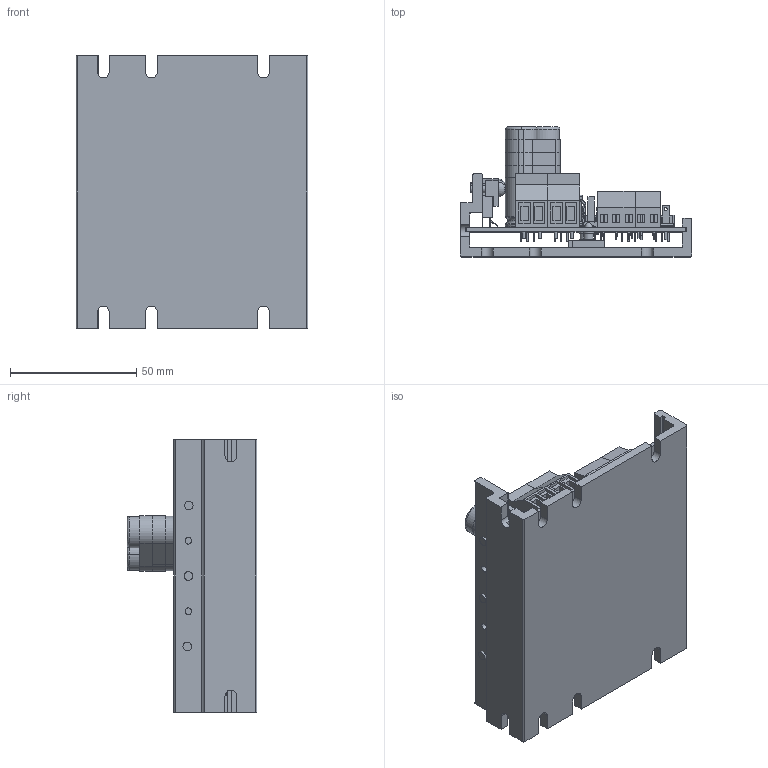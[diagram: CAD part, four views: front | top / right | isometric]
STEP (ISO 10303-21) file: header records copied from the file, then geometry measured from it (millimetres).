
FILE_DESCRIPTION (( 'STEP AP214' ), '1' );
FILE_NAME ('GSD1-12-20C.STEP', '2015-05-04T20:04:33', ( '' ), ( '' ), 'SwSTEP 2.0', 'SolidWorks 2014', '' );
FILE_SCHEMA (( 'AUTOMOTIVE_DESIGN' ));
Length unit declared in the file: inch
Products named in the file (150): R12; U2; R60; R37; BK700B; C21; U7; CP4; R11; VSSOP8; R61; R36; HDSP8; C20; SOT23-5; R68; R9; LEAD_MUA08A; R62; R35; IN6; C19; U6; R69; R7; BODY_MUA08A; R63; R34; A-4-3443H_65E; C18; SOIC8; R70; 0805; R13; R64; R31; R46; C17; U5; R71 ...
Assembly tree (240 placements, depth 5):
  GSD1-12-20C
    125 Metal
    A-4-3443H_65E
      Board
      R72
        CE10ST
      R71
        CE10ST
      R70
        CE10ST
      R69
        CE10ST
      R68
        CE10ST
      P20
        CP4
      P19
        CP4
      P18
        CP4
      P17
        CP4
      P16
        CP4
      C24
        0603_CAP
      JU1
        WA34
      C4
        0603_CAP
      D6
        TO-220AB_50MILPP
      U8
        SOT23-6D
      R64
        RESA300-70X130-28H
      R63
        RESA300-70X130-28H
      R62
        RESA300-70X130-28H
      R61
        RESA300-70X130-28H
      R60
        RESA300-70X130-28H
      R59
        RESA300-70X130-28H
      R58
        RESA300-70X130-28H
      R14
        RESA300-70X130-28H
      P6
        CP4
      C3
        0805_CAP
      C7
        CAPR500-1250x4000
      C10
        CAPR500-1250x4000
      C11
        0805_CAP
Bounding box: 91.95 x 51.46 x 107.95 mm (x, y, z)
Volume: 92798.3 mm3; surface area: 76543.3 mm2
Topology: 330 solids, 330 shells, 4780 faces, 11446 edges, 7410 vertices
Faces by surface type: plane 3416, cylinder 1125, torus 180, cone 36, bspline 12, sphere 11
Entity records: 94565 total; most frequent: CARTESIAN_POINT 13024, DIRECTION 12784, ORIENTED_EDGE 11884, EDGE_CURVE 5942, LINE 4310, VECTOR 4310, AXIS2_PLACEMENT_3D 4237, VERTEX_POINT 3873
